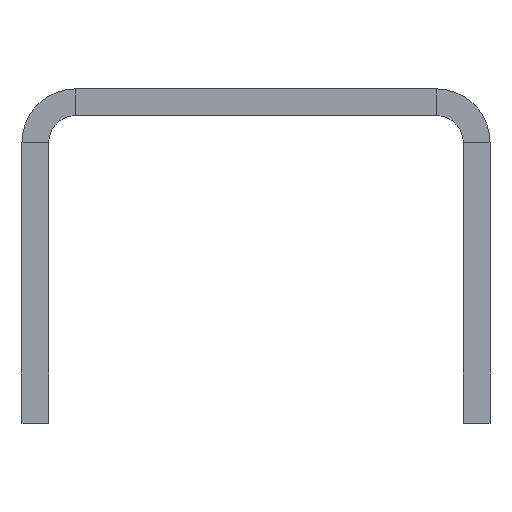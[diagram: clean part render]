
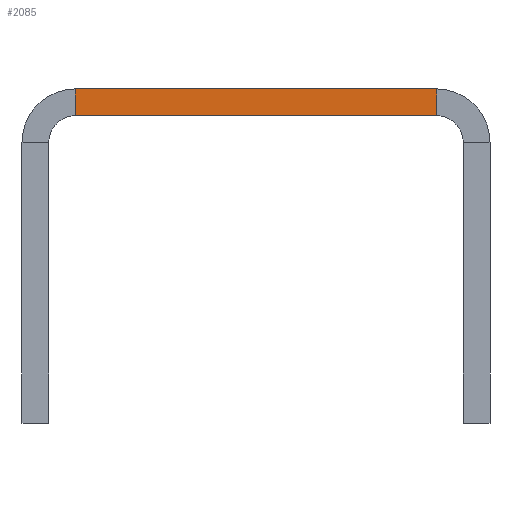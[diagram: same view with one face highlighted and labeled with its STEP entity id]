
A CAD part, front view. The second image highlights one B-rep face of the part: STEP entity #2085.
In plain terms, the highlighted planar face has unit normal (0, -1, 0).
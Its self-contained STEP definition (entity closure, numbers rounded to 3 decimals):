
#311=DIRECTION('',(0.,0.,-1.));
#312=VECTOR('',#311,4.);
#313=CARTESIAN_POINT('',(27.,-200.,25.));
#314=LINE('',#313,#312);
#315=DIRECTION('',(1.,0.,0.));
#316=VECTOR('',#315,54.);
#317=CARTESIAN_POINT('',(-27.,-200.,21.));
#318=LINE('',#317,#316);
#319=DIRECTION('',(1.,0.,0.));
#320=VECTOR('',#319,54.);
#321=CARTESIAN_POINT('',(-27.,-200.,25.));
#322=LINE('',#321,#320);
#557=DIRECTION('',(0.,0.,-1.));
#558=VECTOR('',#557,4.);
#559=CARTESIAN_POINT('',(-27.,-200.,25.));
#560=LINE('',#559,#558);
#1450=CARTESIAN_POINT('',(27.,-200.,25.));
#1452=VERTEX_POINT('',#1450);
#1462=CARTESIAN_POINT('',(-27.,-200.,25.));
#1464=VERTEX_POINT('',#1462);
#1466=CARTESIAN_POINT('',(27.,-200.,21.));
#1468=VERTEX_POINT('',#1466);
#1478=CARTESIAN_POINT('',(-27.,-200.,21.));
#1480=VERTEX_POINT('',#1478);
#2071=CARTESIAN_POINT('',(0.,-200.,23.));
#2072=DIRECTION('',(0.,-1.,0.));
#2073=DIRECTION('',(1.,0.,0.));
#2074=AXIS2_PLACEMENT_3D('',#2071,#2072,#2073);
#2075=PLANE('',#2074);
#2077=ORIENTED_EDGE('',*,*,#2076,.T.);
#2079=ORIENTED_EDGE('',*,*,#2078,.F.);
#2081=ORIENTED_EDGE('',*,*,#2080,.F.);
#2082=ORIENTED_EDGE('',*,*,#1982,.T.);
#2083=EDGE_LOOP('',(#2077,#2079,#2081,#2082));
#2084=FACE_OUTER_BOUND('',#2083,.F.);
#2085=ADVANCED_FACE('',(#2084),#2075,.T.);
#1982=EDGE_CURVE('',#1464,#1452,#322,.T.);
#2076=EDGE_CURVE('',#1452,#1468,#314,.T.);
#2078=EDGE_CURVE('',#1480,#1468,#318,.T.);
#2080=EDGE_CURVE('',#1464,#1480,#560,.T.);
